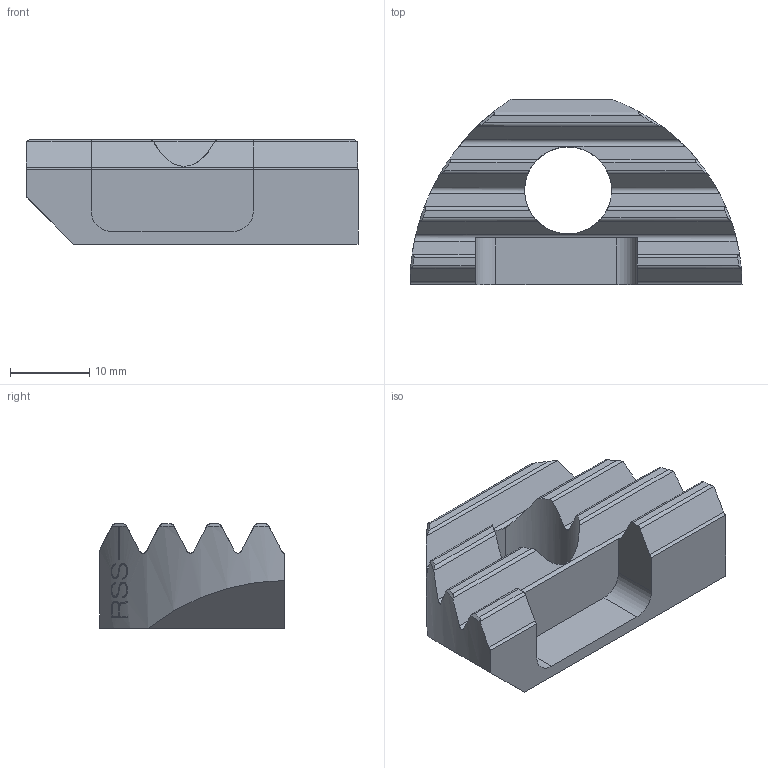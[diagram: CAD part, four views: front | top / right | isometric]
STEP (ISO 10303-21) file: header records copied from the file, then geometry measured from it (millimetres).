
FILE_DESCRIPTION(('no description'),'unknown implementation level');
FILE_NAME('83F66AF0-C4E7-417F-8333-51A6EB2CA01D_export.stp',' ',('CIMSOURCE GmbH'),('CADClick - KiM GmbH - www.kimweb.de'),'unknown preprocess','ACIS','unknown authorization');
FILE_SCHEMA(('automotive_design'));
Length unit declared in the file: millimetre
Products named in the file (1): Marke RSS
Bounding box: 42 x 23.4 x 13.2 mm (x, y, z)
Volume: 6703.5 mm3; surface area: 3441.8 mm2
Topology: 1 solids, 1 shells, 127 faces, 366 edges, 244 vertices
Faces by surface type: plane 44, bspline 42, cylinder 31, cone 8, sphere 2
Entity records: 13248 total; most frequent: CARTESIAN_POINT 6204, STYLED_ITEM 738, PRESENTATION_STYLE_ASSIGNMENT 738, COLOUR_RGB 738, ORIENTED_EDGE 732, DIRECTION 455, EDGE_CURVE 366, CURVE_STYLE 366
